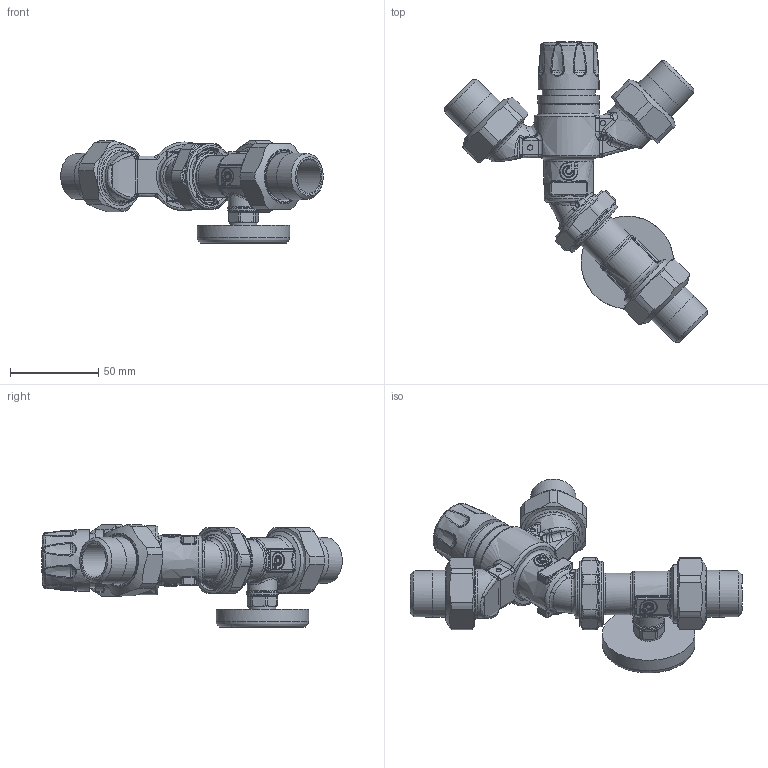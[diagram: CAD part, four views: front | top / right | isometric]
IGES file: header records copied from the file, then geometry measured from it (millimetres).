
Global section: file name: 520510A; native system: Autodesk Inventor 2024; preprocessor: unknown; author: ischreiner; date: 20250708.162140; units: inch
Bounding box: 148.48 x 169.97 x 58.23 mm (x, y, z)
Volume: 238366 mm3; surface area: 69021.5 mm2
Topology: 12 solids, 12 shells, 1497 faces, 3530 edges, 1961 vertices
Faces by surface type: bspline 1497
